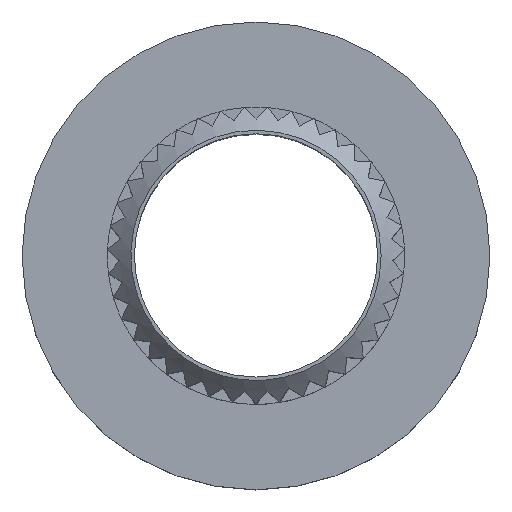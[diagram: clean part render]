
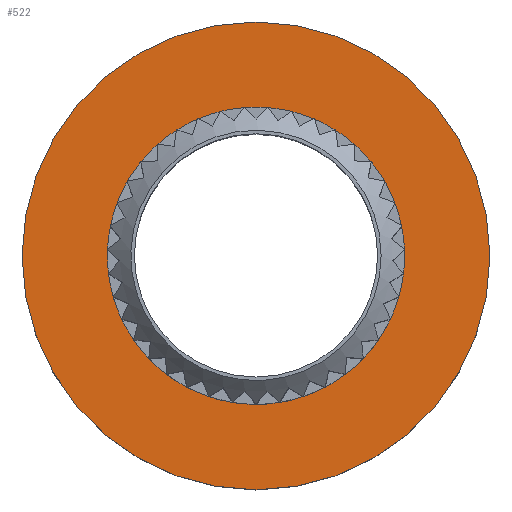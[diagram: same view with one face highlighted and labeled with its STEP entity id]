
A CAD part, top view. The second image highlights one B-rep face of the part: STEP entity #522.
In plain terms, the highlighted planar face has unit normal (0, 0, 1).
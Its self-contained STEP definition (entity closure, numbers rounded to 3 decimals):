
#59 = DIRECTION ( 'NONE',  ( 0., 0., 1. ) ) ;
#88 = FACE_BOUND ( 'NONE', #1246, .T. ) ;
#380 = PLANE ( 'NONE',  #1192 ) ;
#398 = DIRECTION ( 'NONE',  ( 1., 0., 0. ) ) ;
#522 = ADVANCED_FACE ( 'NONE', ( #88, #1063 ), #380, .T. ) ;
#714 = CARTESIAN_POINT ( 'NONE',  ( 0., 0., 0. ) ) ;
#856 = EDGE_CURVE ( 'NONE', #3545, #3545, #1800, .T. ) ;
#1036 = CARTESIAN_POINT ( 'NONE',  ( 3.175, 0., 0. ) ) ;
#1063 = FACE_OUTER_BOUND ( 'NONE', #3312, .T. ) ;
#1192 = AXIS2_PLACEMENT_3D ( 'NONE', #714, #59, #398 ) ;
#1246 = EDGE_LOOP ( 'NONE', ( #2849 ) ) ;
#1248 = ORIENTED_EDGE ( 'NONE', *, *, #856, .T. ) ;
#1453 = DIRECTION ( 'NONE',  ( 0., 0., 1. ) ) ;
#1558 = AXIS2_PLACEMENT_3D ( 'NONE', #3417, #1453, #3749 ) ;
#1710 = VERTEX_POINT ( 'NONE', #1036 ) ;
#1800 = CIRCLE ( 'NONE', #1558, 5. ) ;
#1924 = AXIS2_PLACEMENT_3D ( 'NONE', #3906, #1955, #4225 ) ;
#1955 = DIRECTION ( 'NONE',  ( 0., 0., 1. ) ) ;
#2518 = EDGE_CURVE ( 'NONE', #1710, #1710, #2910, .T. ) ;
#2849 = ORIENTED_EDGE ( 'NONE', *, *, #2518, .F. ) ;
#2910 = CIRCLE ( 'NONE', #1924, 3.175 ) ;
#3312 = EDGE_LOOP ( 'NONE', ( #1248 ) ) ;
#3417 = CARTESIAN_POINT ( 'NONE',  ( 0., 0., 0. ) ) ;
#3545 = VERTEX_POINT ( 'NONE', #3654 ) ;
#3654 = CARTESIAN_POINT ( 'NONE',  ( 5., 0., 0. ) ) ;
#3749 = DIRECTION ( 'NONE',  ( 1., 0., 0. ) ) ;
#3906 = CARTESIAN_POINT ( 'NONE',  ( 0., 0., 0. ) ) ;
#4225 = DIRECTION ( 'NONE',  ( 1., 0., 0. ) ) ;
